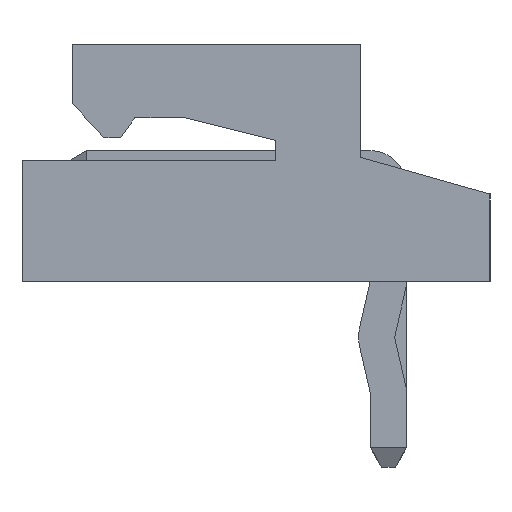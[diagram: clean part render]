
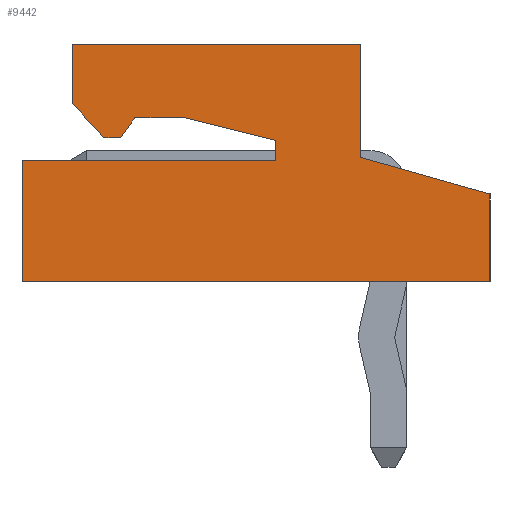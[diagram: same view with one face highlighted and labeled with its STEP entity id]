
A CAD part, left-side view. The second image highlights one B-rep face of the part: STEP entity #9442.
In plain terms, the highlighted planar face has unit normal (-1, 0, 0).
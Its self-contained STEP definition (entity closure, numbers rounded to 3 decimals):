
#670=ORIENTED_EDGE('',*,*,#2391,.F.);
#671=ORIENTED_EDGE('',*,*,#2362,.T.);
#672=ORIENTED_EDGE('',*,*,#2392,.T.);
#673=ORIENTED_EDGE('',*,*,#2393,.T.);
#674=ORIENTED_EDGE('',*,*,#2394,.T.);
#675=ORIENTED_EDGE('',*,*,#2314,.F.);
#676=ORIENTED_EDGE('',*,*,#2352,.T.);
#677=ORIENTED_EDGE('',*,*,#2395,.F.);
#678=ORIENTED_EDGE('',*,*,#2396,.F.);
#679=ORIENTED_EDGE('',*,*,#2397,.F.);
#680=ORIENTED_EDGE('',*,*,#2398,.F.);
#681=ORIENTED_EDGE('',*,*,#2399,.F.);
#682=ORIENTED_EDGE('',*,*,#2400,.F.);
#683=ORIENTED_EDGE('',*,*,#2401,.F.);
#2314=EDGE_CURVE('',#3194,#3195,#3884,.T.);
#2352=EDGE_CURVE('',#3194,#3231,#3922,.T.);
#2362=EDGE_CURVE('',#3242,#3241,#3932,.T.);
#2391=EDGE_CURVE('',#3242,#3260,#3961,.T.);
#2392=EDGE_CURVE('',#3241,#3261,#3962,.T.);
#2393=EDGE_CURVE('',#3261,#3262,#3963,.T.);
#2394=EDGE_CURVE('',#3262,#3195,#3964,.T.);
#2395=EDGE_CURVE('',#3263,#3231,#3965,.T.);
#2396=EDGE_CURVE('',#3264,#3263,#3966,.T.);
#2397=EDGE_CURVE('',#3265,#3264,#3967,.T.);
#2398=EDGE_CURVE('',#3266,#3265,#3968,.T.);
#2399=EDGE_CURVE('',#3267,#3266,#3969,.T.);
#2400=EDGE_CURVE('',#3268,#3267,#3970,.T.);
#2401=EDGE_CURVE('',#3260,#3268,#3971,.T.);
#3194=VERTEX_POINT('',#12494);
#3195=VERTEX_POINT('',#12496);
#3231=VERTEX_POINT('',#12570);
#3241=VERTEX_POINT('',#12591);
#3242=VERTEX_POINT('',#12593);
#3260=VERTEX_POINT('',#12642);
#3261=VERTEX_POINT('',#12644);
#3262=VERTEX_POINT('',#12646);
#3263=VERTEX_POINT('',#12649);
#3264=VERTEX_POINT('',#12651);
#3265=VERTEX_POINT('',#12653);
#3266=VERTEX_POINT('',#12655);
#3267=VERTEX_POINT('',#12657);
#3268=VERTEX_POINT('',#12659);
#3884=LINE('',#12495,#4800);
#3922=LINE('',#12571,#4838);
#3932=LINE('',#12592,#4848);
#3961=LINE('',#12641,#4877);
#3962=LINE('',#12643,#4878);
#3963=LINE('',#12645,#4879);
#3964=LINE('',#12647,#4880);
#3965=LINE('',#12648,#4881);
#3966=LINE('',#12650,#4882);
#3967=LINE('',#12652,#4883);
#3968=LINE('',#12654,#4884);
#3969=LINE('',#12656,#4885);
#3970=LINE('',#12658,#4886);
#3971=LINE('',#12660,#4887);
#4800=VECTOR('',#10664,1000.);
#4838=VECTOR('',#10704,1000.);
#4848=VECTOR('',#10716,1000.);
#4877=VECTOR('',#10749,1000.);
#4878=VECTOR('',#10750,1000.);
#4879=VECTOR('',#10751,1000.);
#4880=VECTOR('',#10752,1000.);
#4881=VECTOR('',#10753,1000.);
#4882=VECTOR('',#10754,1000.);
#4883=VECTOR('',#10755,1000.);
#4884=VECTOR('',#10756,1000.);
#4885=VECTOR('',#10757,1000.);
#4886=VECTOR('',#10758,1000.);
#4887=VECTOR('',#10759,1000.);
#5596=EDGE_LOOP('',(#670,#671,#672,#673,#674,#675,#676,#677,#678,#679,#680,
#681,#682,#683));
#5996=FACE_BOUND('',#5596,.T.);
#6382=PLANE('',#9871);
#9442=ADVANCED_FACE('',(#5996),#6382,.T.);
#9871=AXIS2_PLACEMENT_3D('',#12640,#10747,#10748);
#10664=DIRECTION('',(0.,1.,0.));
#10704=DIRECTION('',(0.,0.,1.));
#10716=DIRECTION('',(0.,1.,0.));
#10747=DIRECTION('',(-1.,0.,0.));
#10748=DIRECTION('',(0.,0.,1.));
#10749=DIRECTION('',(0.,0.,-1.));
#10750=DIRECTION('',(0.,0.,-1.));
#10751=DIRECTION('',(0.,-1.,0.));
#10752=DIRECTION('',(0.,-0.272,0.962));
#10753=DIRECTION('',(0.,-1.,0.));
#10754=DIRECTION('',(0.,-0.737,0.676));
#10755=DIRECTION('',(0.,0.,1.));
#10756=DIRECTION('',(0.,0.814,0.581));
#10757=DIRECTION('',(0.,0.,1.));
#10758=DIRECTION('',(0.,-0.243,0.97));
#10759=DIRECTION('',(0.,-1.,0.));
#12494=CARTESIAN_POINT('',(-11.25,-1.9,-3.));
#12495=CARTESIAN_POINT('',(-11.25,-1.9,-3.));
#12496=CARTESIAN_POINT('',(-11.25,0.1,-3.));
#12570=CARTESIAN_POINT('',(-11.25,-1.9,2.1));
#12571=CARTESIAN_POINT('',(-11.25,-1.9,-3.));
#12591=CARTESIAN_POINT('',(-11.25,2.3,3.));
#12592=CARTESIAN_POINT('',(-11.25,-1.9,3.));
#12593=CARTESIAN_POINT('',(-11.25,0.15,3.));
#12640=CARTESIAN_POINT('',(-11.25,-1.9,-3.));
#12641=CARTESIAN_POINT('',(-11.25,0.15,-1.5));
#12642=CARTESIAN_POINT('',(-11.25,0.15,-1.5));
#12643=CARTESIAN_POINT('',(-11.25,2.3,3.));
#12644=CARTESIAN_POINT('',(-11.25,2.3,-5.3));
#12645=CARTESIAN_POINT('',(-11.25,2.3,-5.3));
#12646=CARTESIAN_POINT('',(-11.25,0.75,-5.3));
#12647=CARTESIAN_POINT('',(-11.25,0.75,-5.3));
#12648=CARTESIAN_POINT('',(-11.25,-0.85,2.1));
#12649=CARTESIAN_POINT('',(-11.25,-0.85,2.1));
#12650=CARTESIAN_POINT('',(-11.25,-0.25,1.55));
#12651=CARTESIAN_POINT('',(-11.25,-0.25,1.55));
#12652=CARTESIAN_POINT('',(-11.25,-0.25,1.55));
#12653=CARTESIAN_POINT('',(-11.25,-0.25,1.25));
#12654=CARTESIAN_POINT('',(-11.25,-0.25,1.25));
#12655=CARTESIAN_POINT('',(-11.25,-0.6,1.));
#12656=CARTESIAN_POINT('',(-11.25,-0.6,1.));
#12657=CARTESIAN_POINT('',(-11.25,-0.6,0.1));
#12658=CARTESIAN_POINT('',(-11.25,-0.2,-1.5));
#12659=CARTESIAN_POINT('',(-11.25,-0.2,-1.5));
#12660=CARTESIAN_POINT('',(-11.25,0.15,-1.5));
